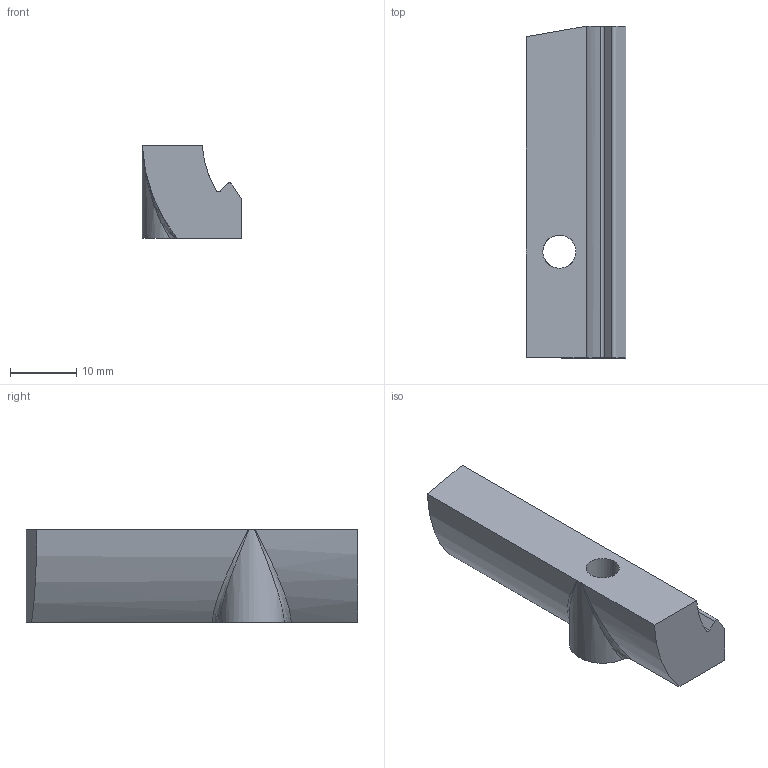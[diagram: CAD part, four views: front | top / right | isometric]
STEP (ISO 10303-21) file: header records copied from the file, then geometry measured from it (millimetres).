
FILE_DESCRIPTION(/* description */ (''),/* implementation_level */ '2;1');
FILE_NAME(/* name */ '3b28ed61-67d6-406c-b562-7ceb68735bd2.stp',/* time_stamp */ '2019-04-16T02:17:16+00:00',/* author */ (''),/* organization */ (''),/* preprocessor_version */ 'ST-DEVELOPER v18',/* originating_system */ 'Autodesk Translation Framework v8.2.0.1029',/* authorisation */ '');
FILE_SCHEMA (('AUTOMOTIVE_DESIGN { 1 0 10303 214 3 1 1 }'));
Length unit declared in the file: millimetre
Products named in the file (1): Rear Dropouts right 2
Bounding box: 15 x 50 x 14 mm (x, y, z)
Volume: 7340.9 mm3; surface area: 3139.8 mm2
Topology: 1 solids, 1 shells, 17 faces, 46 edges, 31 vertices
Faces by surface type: plane 8, cylinder 7, bspline 2
Full cylindrical faces by diameter (mm): 5 x1
Entity records: 663 total; most frequent: CARTESIAN_POINT 201, ORIENTED_EDGE 92, DIRECTION 84, EDGE_CURVE 46, VERTEX_POINT 31, AXIS2_PLACEMENT_3D 30, LINE 24, VECTOR 24
